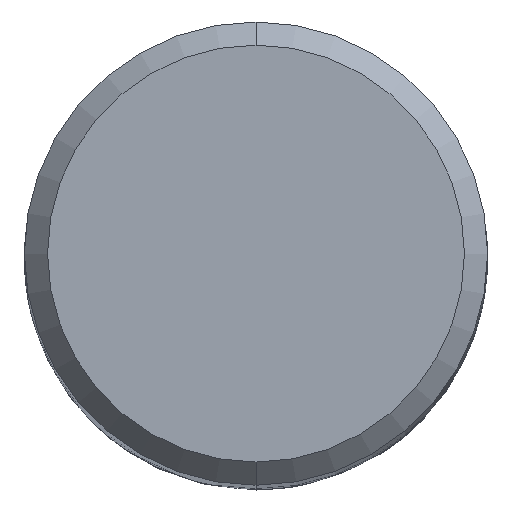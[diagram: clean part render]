
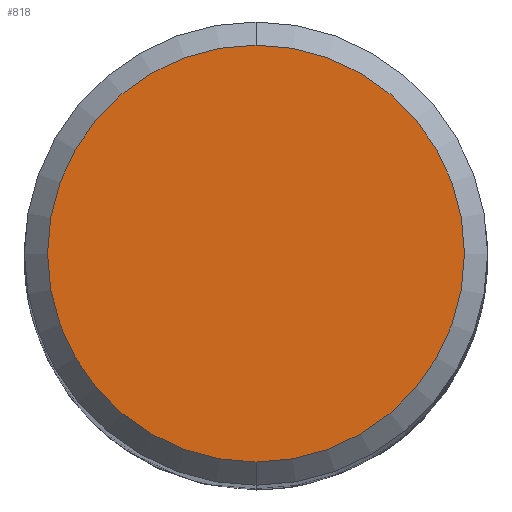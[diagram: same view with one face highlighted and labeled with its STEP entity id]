
A CAD part, top view. The second image highlights one B-rep face of the part: STEP entity #818.
In plain terms, the highlighted planar face has unit normal (0, 0, 1).
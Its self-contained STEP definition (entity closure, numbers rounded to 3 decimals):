
#358=EDGE_CURVE('',#786,#544,#1008,.T.);
#544=VERTEX_POINT('',#1212);
#786=VERTEX_POINT('',#1478);
#818=ADVANCED_FACE('',(#1510),#1511,.T.);
#946=EDGE_CURVE('',#544,#786,#1651,.T.);
#1008=CIRCLE('',#1908,4.5);
#1212=CARTESIAN_POINT('',(0.0,4.5,0.0));
#1478=CARTESIAN_POINT('',(0.,-4.5,0.0));
#1510=FACE_OUTER_BOUND('',#5598,.T.);
#1511=PLANE('',#5599);
#1651=CIRCLE('',#6817,4.5);
#1908=AXIS2_PLACEMENT_3D('',#7141,#7142,#7143);
#5598=EDGE_LOOP('',(#7700,#7701));
#5599=AXIS2_PLACEMENT_3D('',#7702,#7703,#7704);
#6817=AXIS2_PLACEMENT_3D('',#7863,#7864,#7865);
#7141=CARTESIAN_POINT('',(0.0,0.0,0.0));
#7142=DIRECTION('',(0.0,0.0,-1.0));
#7143=DIRECTION('',(0.0,1.0,0.0));
#7700=ORIENTED_EDGE('',*,*,#946,.F.);
#7701=ORIENTED_EDGE('',*,*,#358,.F.);
#7702=CARTESIAN_POINT('',(0.0,2.25,0.0));
#7703=DIRECTION('',(-0.0,0.0,1.0));
#7704=DIRECTION('',(0.0,-1.0,0.0));
#7863=CARTESIAN_POINT('',(0.0,0.0,0.0));
#7864=DIRECTION('',(0.0,0.0,-1.0));
#7865=DIRECTION('',(0.0,1.0,0.0));
